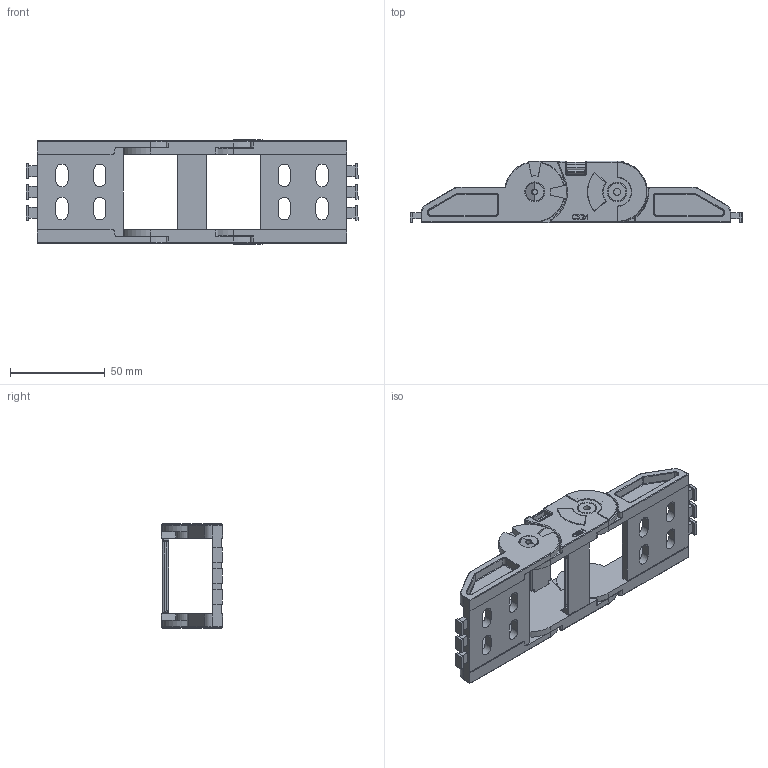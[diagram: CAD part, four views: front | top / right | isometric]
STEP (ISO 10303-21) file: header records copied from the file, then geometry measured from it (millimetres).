
FILE_DESCRIPTION (( 'STEP AP214' ), '1' );
FILE_NAME ('CK24-A040-AYAK.STEP', '2019-09-16T07:59:18', ( '' ), ( '' ), 'SwSTEP 2.0', 'SolidWorks 2017', '' );
FILE_SCHEMA (( 'AUTOMOTIVE_DESIGN' ));
Length unit declared in the file: millimetre
Products named in the file (1): CK24-A040-AYAK
Bounding box: 175.5 x 32.5 x 55 mm (x, y, z)
Volume: 60048 mm3; surface area: 40977.6 mm2
Topology: 4 solids, 4 shells, 932 faces, 2375 edges, 1465 vertices
Faces by surface type: plane 373, cylinder 328, torus 134, bspline 69, sphere 28
Entity records: 31277 total; most frequent: CARTESIAN_POINT 8730, DIRECTION 4755, ORIENTED_EDGE 4718, EDGE_CURVE 2359, AXIS2_PLACEMENT_3D 1702, VERTEX_POINT 1465, LINE 1351, VECTOR 1351
